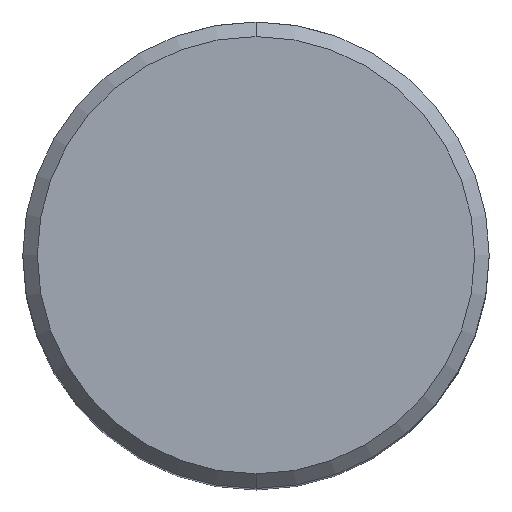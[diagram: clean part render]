
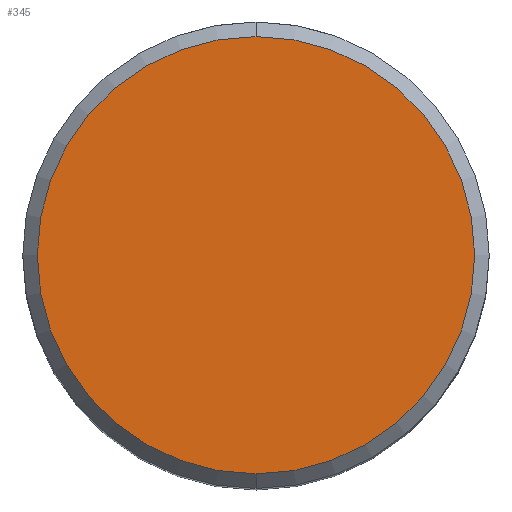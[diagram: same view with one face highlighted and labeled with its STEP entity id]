
A CAD part, top view. The second image highlights one B-rep face of the part: STEP entity #345.
In plain terms, the highlighted planar face has unit normal (0, 0, 1).
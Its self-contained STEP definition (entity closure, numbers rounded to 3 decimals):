
#265=VERTEX_POINT('',#582);
#291=EDGE_CURVE('',#351,#265,#610,.T.);
#345=ADVANCED_FACE('',(#670),#671,.T.);
#351=VERTEX_POINT('',#677);
#419=EDGE_CURVE('',#265,#351,#753,.T.);
#582=CARTESIAN_POINT('',(0.,-15.0,0.0));
#610=CIRCLE('',#1193,15.0);
#670=FACE_OUTER_BOUND('',#1311,.T.);
#671=PLANE('',#1312);
#677=CARTESIAN_POINT('',(0.0,15.0,0.0));
#753=CIRCLE('',#1484,15.0);
#1193=AXIS2_PLACEMENT_3D('',#1744,#1745,#1746);
#1311=EDGE_LOOP('',(#1820,#1821));
#1312=AXIS2_PLACEMENT_3D('',#1822,#1823,#1824);
#1484=AXIS2_PLACEMENT_3D('',#1932,#1933,#1934);
#1744=CARTESIAN_POINT('',(0.0,0.0,0.0));
#1745=DIRECTION('',(0.0,0.0,-1.0));
#1746=DIRECTION('',(0.0,1.0,0.0));
#1820=ORIENTED_EDGE('',*,*,#291,.F.);
#1821=ORIENTED_EDGE('',*,*,#419,.F.);
#1822=CARTESIAN_POINT('',(0.0,7.5,0.0));
#1823=DIRECTION('',(-0.0,0.0,1.0));
#1824=DIRECTION('',(0.0,-1.0,0.0));
#1932=CARTESIAN_POINT('',(0.0,0.0,0.0));
#1933=DIRECTION('',(0.0,0.0,-1.0));
#1934=DIRECTION('',(0.0,1.0,0.0));
